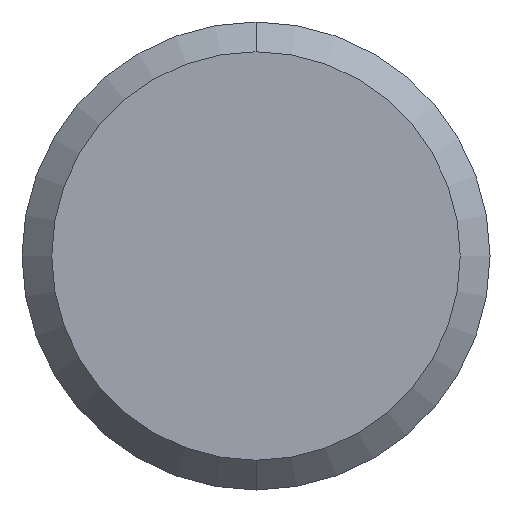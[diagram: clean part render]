
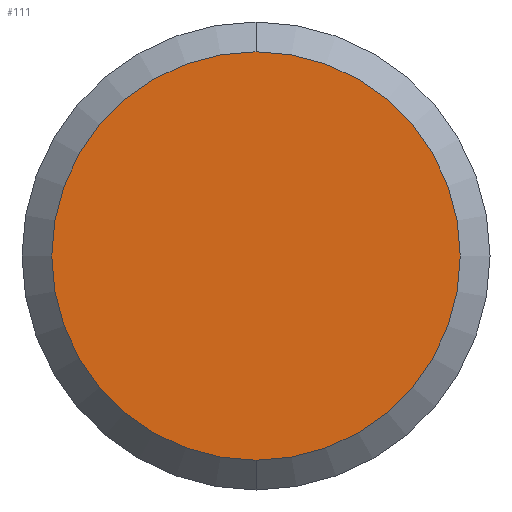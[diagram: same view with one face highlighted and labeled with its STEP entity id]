
A CAD part, front view. The second image highlights one B-rep face of the part: STEP entity #111.
In plain terms, the highlighted planar face has unit normal (0, -1, 0).
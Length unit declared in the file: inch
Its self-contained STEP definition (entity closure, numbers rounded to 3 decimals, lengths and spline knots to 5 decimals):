
#10 = CIRCLE ( 'NONE', #127, 0.13733 ) ;
#24 = DIRECTION ( 'NONE',  ( 0., 1., 0. ) ) ;
#35 = CARTESIAN_POINT ( 'NONE',  ( 0., 0., 0. ) ) ;
#54 = DIRECTION ( 'NONE',  ( 0., -1., 0. ) ) ;
#57 = DIRECTION ( 'NONE',  ( 0., -1., 0. ) ) ;
#61 = ORIENTED_EDGE ( 'NONE', *, *, #224, .T. ) ;
#66 = VERTEX_POINT ( 'NONE', #260 ) ;
#80 = FACE_OUTER_BOUND ( 'NONE', #245, .T. ) ;
#111 = ADVANCED_FACE ( 'NONE', ( #80 ), #196, .F. ) ;
#127 = AXIS2_PLACEMENT_3D ( 'NONE', #35, #57, #220 ) ;
#135 = VERTEX_POINT ( 'NONE', #158 ) ;
#137 = AXIS2_PLACEMENT_3D ( 'NONE', #249, #54, #180 ) ;
#147 = AXIS2_PLACEMENT_3D ( 'NONE', #232, #24, #273 ) ;
#157 = ORIENTED_EDGE ( 'NONE', *, *, #244, .T. ) ;
#158 = CARTESIAN_POINT ( 'NONE',  ( 0., 0., -0.13733 ) ) ;
#180 = DIRECTION ( 'NONE',  ( 0., 0., 1. ) ) ;
#196 = PLANE ( 'NONE',  #147 ) ;
#220 = DIRECTION ( 'NONE',  ( 0., 0., 1. ) ) ;
#224 = EDGE_CURVE ( 'NONE', #135, #66, #243, .T. ) ;
#232 = CARTESIAN_POINT ( 'NONE',  ( 0., 0., 0. ) ) ;
#243 = CIRCLE ( 'NONE', #137, 0.13733 ) ;
#244 = EDGE_CURVE ( 'NONE', #66, #135, #10, .T. ) ;
#245 = EDGE_LOOP ( 'NONE', ( #157, #61 ) ) ;
#249 = CARTESIAN_POINT ( 'NONE',  ( 0., 0., 0. ) ) ;
#260 = CARTESIAN_POINT ( 'NONE',  ( 0., 0., 0.13733 ) ) ;
#273 = DIRECTION ( 'NONE',  ( 0., 0., 1. ) ) ;
